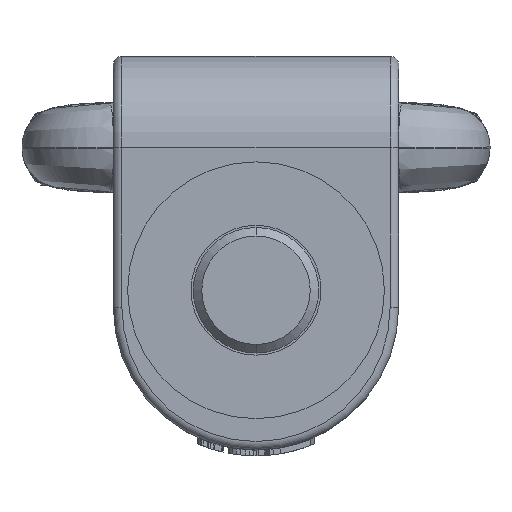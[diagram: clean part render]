
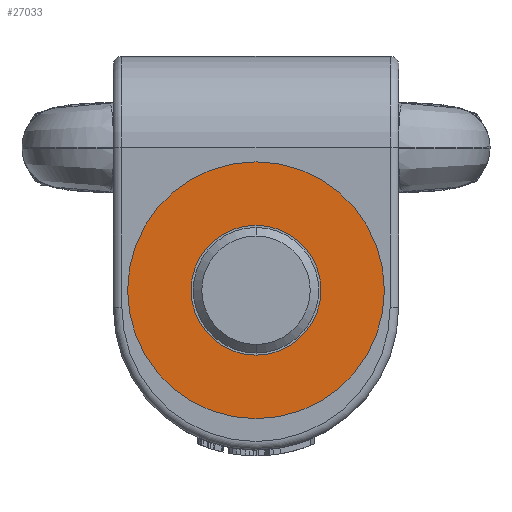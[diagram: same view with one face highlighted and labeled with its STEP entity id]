
A CAD part, front view. The second image highlights one B-rep face of the part: STEP entity #27033.
In plain terms, the highlighted face is planar.
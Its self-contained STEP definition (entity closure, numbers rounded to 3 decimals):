
#26872=CARTESIAN_POINT('',(0.,0.,21.4));
#26873=DIRECTION('',(0.,0.,-1.));
#26874=DIRECTION('',(1.,0.,0.));
#26875=AXIS2_PLACEMENT_3D('',#26872,#26873,#26874);
#26877=CARTESIAN_POINT('',(0.,0.,21.4));
#26878=DIRECTION('',(0.,0.,1.));
#26879=DIRECTION('',(1.,0.,0.));
#26880=AXIS2_PLACEMENT_3D('',#26877,#26878,#26879);
#26882=CARTESIAN_POINT('',(0.,0.,21.4));
#26883=DIRECTION('',(0.,0.,1.));
#26884=DIRECTION('',(1.,0.,0.));
#26885=AXIS2_PLACEMENT_3D('',#26882,#26883,#26884);
#26895=CARTESIAN_POINT('',(0.,0.,21.4));
#26896=DIRECTION('',(0.,0.,-1.));
#26897=DIRECTION('',(1.,0.,0.));
#26898=AXIS2_PLACEMENT_3D('',#26895,#26896,#26897);
#26984=CARTESIAN_POINT('',(22.5,0.,21.4));
#26986=VERTEX_POINT('',#26984);
#26997=CARTESIAN_POINT('',(11.375,0.,21.4));
#26999=VERTEX_POINT('',#26997);
#27000=CARTESIAN_POINT('',(-22.5,0.,21.4));
#27002=VERTEX_POINT('',#27000);
#27013=CARTESIAN_POINT('',(-11.375,0.,21.4));
#27015=VERTEX_POINT('',#27013);
#27016=CARTESIAN_POINT('',(0.,0.,21.4));
#27017=DIRECTION('',(0.,0.,1.));
#27018=DIRECTION('',(-1.,0.,0.));
#27019=AXIS2_PLACEMENT_3D('',#27016,#27017,#27018);
#27020=PLANE('',#27019);
#27022=ORIENTED_EDGE('',*,*,#27021,.F.);
#27024=ORIENTED_EDGE('',*,*,#27023,.T.);
#27025=EDGE_LOOP('',(#27022,#27024));
#27026=FACE_OUTER_BOUND('',#27025,.F.);
#27028=ORIENTED_EDGE('',*,*,#27027,.F.);
#27030=ORIENTED_EDGE('',*,*,#27029,.T.);
#27031=EDGE_LOOP('',(#27028,#27030));
#27032=FACE_BOUND('',#27031,.F.);
#27033=ADVANCED_FACE('',(#27026,#27032),#27020,.T.);
#26876=CIRCLE('',#26875,11.375);
#26881=CIRCLE('',#26880,11.375);
#26886=CIRCLE('',#26885,22.5);
#26899=CIRCLE('',#26898,22.5);
#27021=EDGE_CURVE('',#26986,#27002,#26886,.T.);
#27023=EDGE_CURVE('',#26986,#27002,#26899,.T.);
#27027=EDGE_CURVE('',#26999,#27015,#26876,.T.);
#27029=EDGE_CURVE('',#26999,#27015,#26881,.T.);
